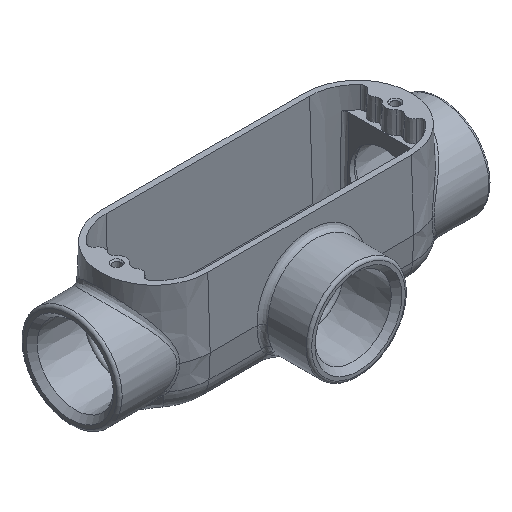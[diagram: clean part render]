
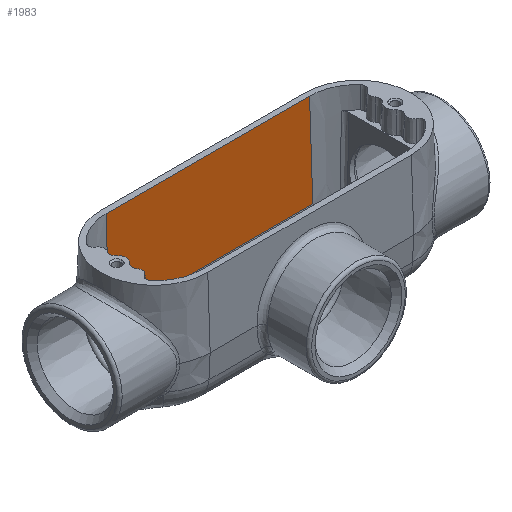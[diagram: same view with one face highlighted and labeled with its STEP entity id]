
A CAD part, isometric view. The second image highlights one B-rep face of the part: STEP entity #1983.
In plain terms, the highlighted planar face has unit normal (0, -0.999, 0.035).
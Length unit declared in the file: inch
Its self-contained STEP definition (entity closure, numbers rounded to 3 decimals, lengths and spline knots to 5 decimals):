
#203=FACE_OUTER_BOUND('',#347,.T.);
#347=EDGE_LOOP('',(#1524,#1525,#1526,#1527));
#558=LINE('',#3385,#648);
#568=LINE('',#3464,#658);
#587=LINE('',#4285,#677);
#588=LINE('',#5612,#678);
#648=VECTOR('',#2424,2.14376);
#658=VECTOR('',#2462,2.14376);
#677=VECTOR('',#2541,4.75);
#678=VECTOR('',#2608,4.75);
#884=VERTEX_POINT('',#3382);
#885=VERTEX_POINT('',#3384);
#908=VERTEX_POINT('',#3456);
#909=VERTEX_POINT('',#3463);
#1080=EDGE_CURVE('',#885,#884,#558,.T.);
#1106=EDGE_CURVE('',#908,#909,#568,.T.);
#1151=EDGE_CURVE('',#884,#909,#587,.T.);
#1196=EDGE_CURVE('',#908,#885,#588,.F.);
#1524=ORIENTED_EDGE('',*,*,#1106,.F.);
#1525=ORIENTED_EDGE('',*,*,#1196,.T.);
#1526=ORIENTED_EDGE('',*,*,#1080,.T.);
#1527=ORIENTED_EDGE('',*,*,#1151,.T.);
#1938=PLANE('',#2213);
#1983=ADVANCED_FACE('',(#203),#1938,.F.);
#2213=AXIS2_PLACEMENT_3D('',#5611,#2606,#2607);
#2424=DIRECTION('',(0.,0.035,0.999));
#2462=DIRECTION('',(0.,0.035,0.999));
#2541=DIRECTION('',(-1.,0.,0.));
#2606=DIRECTION('center_axis',(0.,0.999,
-0.035));
#2607=DIRECTION('ref_axis',(0.,0.035,0.999));
#2608=DIRECTION('',(-1.,0.,0.));
#3382=CARTESIAN_POINT('',(4.3125,0.46875,0.));
#3384=CARTESIAN_POINT('',(4.3125,0.39393,-2.14245));
#3385=CARTESIAN_POINT('',(4.3125,0.39393,-2.14245));
#3456=CARTESIAN_POINT('',(-0.4375,0.39393,-2.14245));
#3463=CARTESIAN_POINT('',(-0.4375,0.46875,0.));
#3464=CARTESIAN_POINT('',(-0.4375,0.39393,-2.14245));
#4285=CARTESIAN_POINT('',(4.3125,0.46875,0.));
#5611=CARTESIAN_POINT('Origin',(1.9375,0.46875,0.));
#5612=CARTESIAN_POINT('',(4.3125,0.39393,-2.14245));
